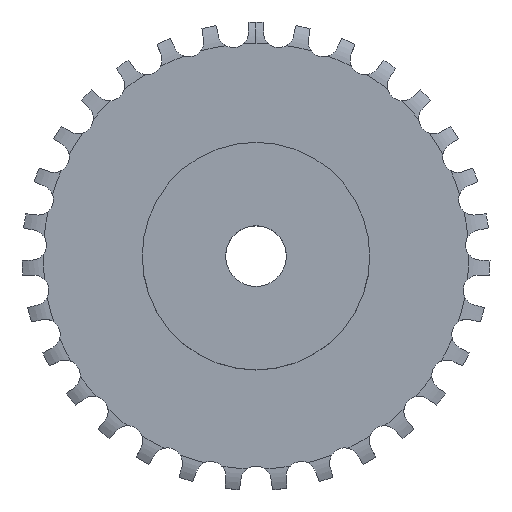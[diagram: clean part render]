
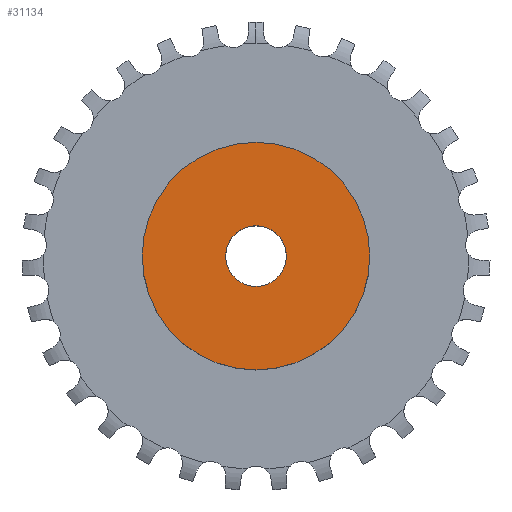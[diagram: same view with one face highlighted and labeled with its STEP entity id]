
A CAD part, top view. The second image highlights one B-rep face of the part: STEP entity #31134.
In plain terms, the highlighted planar face has unit normal (0, 0, 1).
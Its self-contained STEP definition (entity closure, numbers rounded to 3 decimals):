
#5089 = CYLINDRICAL_SURFACE('',#5090,4.);
#5090 = AXIS2_PLACEMENT_3D('',#5091,#5092,#5093);
#5091 = CARTESIAN_POINT('',(0.,0.,89.404));
#5092 = DIRECTION('',(0.,0.,1.));
#5093 = DIRECTION('',(1.,0.,-0.));
#9100 = CYLINDRICAL_SURFACE('',#9101,15.);
#9101 = AXIS2_PLACEMENT_3D('',#9102,#9103,#9104);
#9102 = CARTESIAN_POINT('',(0.,0.,0.));
#9103 = DIRECTION('',(-0.,-0.,-1.));
#9104 = DIRECTION('',(1.,0.,0.));
#25493 = EDGE_CURVE('',#25494,#25494,#25496,.T.);
#25494 = VERTEX_POINT('',#25495);
#25495 = CARTESIAN_POINT('',(4.,0.,13.7));
#25496 = SURFACE_CURVE('',#25497,(#25502,#25509),.PCURVE_S1.);
#25497 = CIRCLE('',#25498,4.);
#25498 = AXIS2_PLACEMENT_3D('',#25499,#25500,#25501);
#25499 = CARTESIAN_POINT('',(0.,0.,13.7));
#25500 = DIRECTION('',(0.,0.,1.));
#25501 = DIRECTION('',(1.,0.,-0.));
#25502 = PCURVE('',#5089,#25503);
#25503 = DEFINITIONAL_REPRESENTATION('',(#25504),#25508);
#25504 = LINE('',#25505,#25506);
#25505 = CARTESIAN_POINT('',(0.,-75.704));
#25506 = VECTOR('',#25507,1.);
#25507 = DIRECTION('',(1.,0.));
#25508 = ( GEOMETRIC_REPRESENTATION_CONTEXT(2) 
PARAMETRIC_REPRESENTATION_CONTEXT() REPRESENTATION_CONTEXT('2D SPACE',''
  ) );
#25509 = PCURVE('',#25510,#25515);
#25510 = PLANE('',#25511);
#25511 = AXIS2_PLACEMENT_3D('',#25512,#25513,#25514);
#25512 = CARTESIAN_POINT('',(0.,0.,13.7));
#25513 = DIRECTION('',(-0.,0.,1.));
#25514 = DIRECTION('',(0.,-1.,0.));
#25515 = DEFINITIONAL_REPRESENTATION('',(#25516),#25520);
#25516 = CIRCLE('',#25517,4.);
#25517 = AXIS2_PLACEMENT_2D('',#25518,#25519);
#25518 = CARTESIAN_POINT('',(0.,0.));
#25519 = DIRECTION('',(0.,1.));
#25520 = ( GEOMETRIC_REPRESENTATION_CONTEXT(2) 
PARAMETRIC_REPRESENTATION_CONTEXT() REPRESENTATION_CONTEXT('2D SPACE',''
  ) );
#29197 = VERTEX_POINT('',#29198);
#29198 = CARTESIAN_POINT('',(15.,0.,13.7));
#29219 = EDGE_CURVE('',#29197,#29197,#29220,.T.);
#29220 = SURFACE_CURVE('',#29221,(#29226,#29233),.PCURVE_S1.);
#29221 = CIRCLE('',#29222,15.);
#29222 = AXIS2_PLACEMENT_3D('',#29223,#29224,#29225);
#29223 = CARTESIAN_POINT('',(0.,0.,13.7));
#29224 = DIRECTION('',(0.,0.,1.));
#29225 = DIRECTION('',(1.,0.,0.));
#29226 = PCURVE('',#9100,#29227);
#29227 = DEFINITIONAL_REPRESENTATION('',(#29228),#29232);
#29228 = LINE('',#29229,#29230);
#29229 = CARTESIAN_POINT('',(-0.,-13.7));
#29230 = VECTOR('',#29231,1.);
#29231 = DIRECTION('',(-1.,0.));
#29232 = ( GEOMETRIC_REPRESENTATION_CONTEXT(2) 
PARAMETRIC_REPRESENTATION_CONTEXT() REPRESENTATION_CONTEXT('2D SPACE',''
  ) );
#29233 = PCURVE('',#25510,#29234);
#29234 = DEFINITIONAL_REPRESENTATION('',(#29235),#29239);
#29235 = CIRCLE('',#29236,15.);
#29236 = AXIS2_PLACEMENT_2D('',#29237,#29238);
#29237 = CARTESIAN_POINT('',(0.,0.));
#29238 = DIRECTION('',(0.,1.));
#29239 = ( GEOMETRIC_REPRESENTATION_CONTEXT(2) 
PARAMETRIC_REPRESENTATION_CONTEXT() REPRESENTATION_CONTEXT('2D SPACE',''
  ) );
#31134 = ADVANCED_FACE('',(#31135,#31138),#25510,.T.);
#31135 = FACE_BOUND('',#31136,.T.);
#31136 = EDGE_LOOP('',(#31137));
#31137 = ORIENTED_EDGE('',*,*,#29219,.T.);
#31138 = FACE_BOUND('',#31139,.T.);
#31139 = EDGE_LOOP('',(#31140));
#31140 = ORIENTED_EDGE('',*,*,#25493,.F.);
